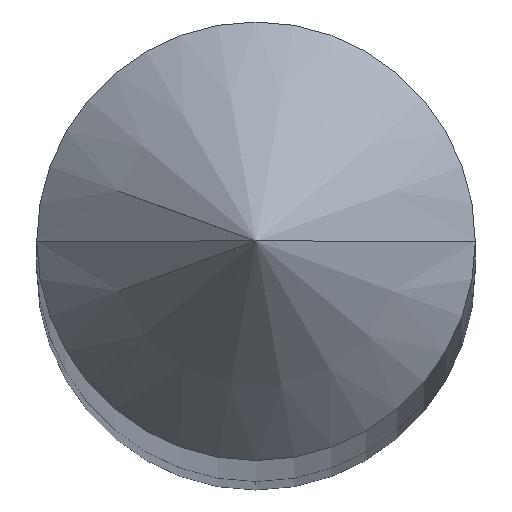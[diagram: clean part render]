
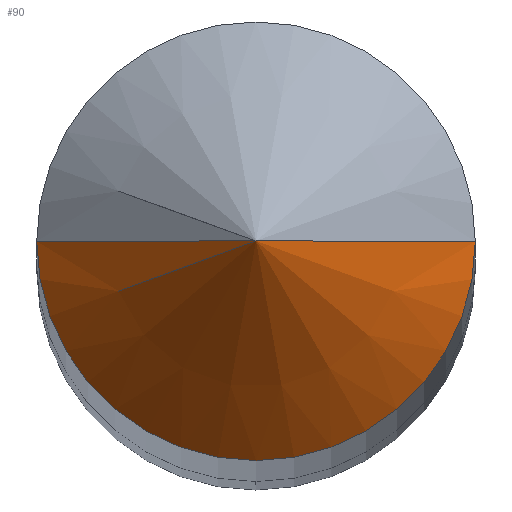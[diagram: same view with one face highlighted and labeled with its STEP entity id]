
A CAD part, top view. The second image highlights one B-rep face of the part: STEP entity #90.
In plain terms, the highlighted conical face has half-angle 45 degrees and reference radius 0.318 mm.
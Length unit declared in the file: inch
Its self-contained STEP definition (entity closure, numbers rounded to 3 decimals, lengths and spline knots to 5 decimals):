
#14 = LINE ( 'NONE', #49, #163 ) ;
#17 = EDGE_CURVE ( 'NONE', #323, #360, #132, .T. ) ;
#21 = CARTESIAN_POINT ( 'NONE',  ( -0.0125, 0., -0.03125 ) ) ;
#23 = CARTESIAN_POINT ( 'NONE',  ( 0., 0., -0.03125 ) ) ;
#49 = CARTESIAN_POINT ( 'NONE',  ( 0.0125, 0., -0.03125 ) ) ;
#62 = CARTESIAN_POINT ( 'NONE',  ( -0.0125, 0., -0.03125 ) ) ;
#71 = DIRECTION ( 'NONE',  ( 0., 0., 1. ) ) ;
#90 = ADVANCED_FACE ( 'NONE', ( #284 ), #182, .T. ) ;
#116 = DIRECTION ( 'NONE',  ( -0.707, 0., -0.707 ) ) ;
#121 = AXIS2_PLACEMENT_3D ( 'NONE', #23, #353, #255 ) ;
#129 = EDGE_CURVE ( 'NONE', #224, #360, #14, .T. ) ;
#132 = CIRCLE ( 'NONE', #309, 0.0125 ) ;
#137 = ORIENTED_EDGE ( 'NONE', *, *, #262, .T. ) ;
#138 = DIRECTION ( 'NONE',  ( 0.707, 0., -0.707 ) ) ;
#147 = CARTESIAN_POINT ( 'NONE',  ( 0., 0., -0.01875 ) ) ;
#163 = VECTOR ( 'NONE', #138, 39.37008 ) ;
#182 = CONICAL_SURFACE ( 'NONE', #121, 0.0125, 0.785 ) ;
#211 = ORIENTED_EDGE ( 'NONE', *, *, #129, .F. ) ;
#224 = VERTEX_POINT ( 'NONE', #147 ) ;
#231 = VECTOR ( 'NONE', #116, 39.37008 ) ;
#232 = LINE ( 'NONE', #21, #231 ) ;
#245 = CARTESIAN_POINT ( 'NONE',  ( 0., 0., -0.03125 ) ) ;
#255 = DIRECTION ( 'NONE',  ( -1., 0., 0. ) ) ;
#262 = EDGE_CURVE ( 'NONE', #224, #323, #232, .T. ) ;
#274 = DIRECTION ( 'NONE',  ( 1., 0., 0. ) ) ;
#284 = FACE_OUTER_BOUND ( 'NONE', #338, .T. ) ;
#285 = ORIENTED_EDGE ( 'NONE', *, *, #17, .T. ) ;
#293 = CARTESIAN_POINT ( 'NONE',  ( 0.0125, 0., -0.03125 ) ) ;
#309 = AXIS2_PLACEMENT_3D ( 'NONE', #245, #71, #274 ) ;
#323 = VERTEX_POINT ( 'NONE', #62 ) ;
#338 = EDGE_LOOP ( 'NONE', ( #211, #137, #285 ) ) ;
#353 = DIRECTION ( 'NONE',  ( 0., 0., -1. ) ) ;
#360 = VERTEX_POINT ( 'NONE', #293 ) ;
